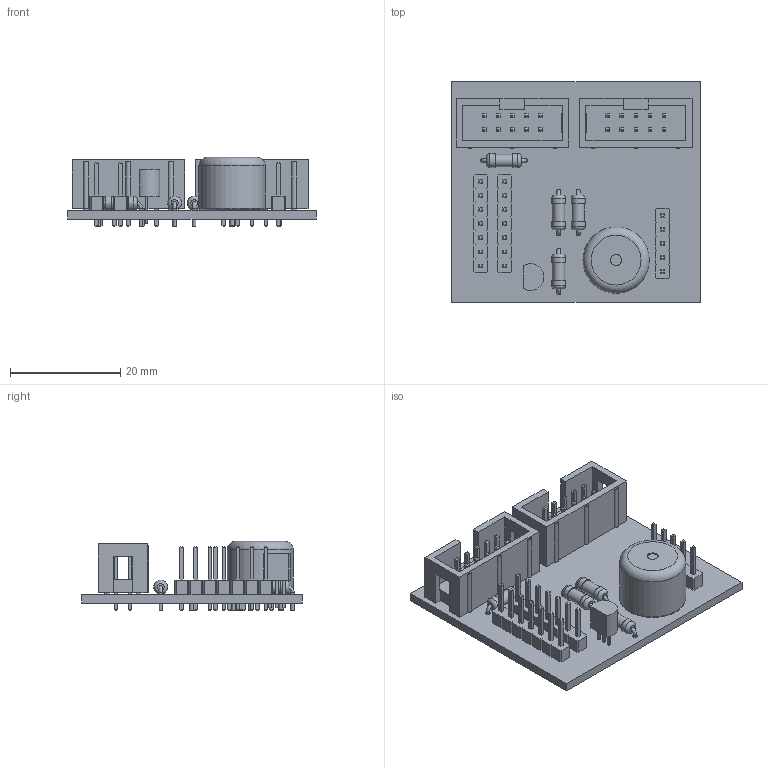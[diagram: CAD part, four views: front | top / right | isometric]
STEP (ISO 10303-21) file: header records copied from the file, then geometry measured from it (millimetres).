
FILE_DESCRIPTION(('KiCad electronic assembly'),'2;1');
FILE_NAME('Marlin_UIBOX.step','2018-12-23T11:31:44',('An Author'),( 'A Company'),'Open CASCADE STEP processor 6.9', 'KiCad to STEP converter','Unknown');
FILE_SCHEMA(('AUTOMOTIVE_DESIGN { 1 0 10303 214 1 1 1 1 }'));
Length unit declared in the file: millimetre
Products named in the file (14): Open CASCADE STEP translator 6.9 1; R_Axial_DIN0207_L6.3mm_D2.5mm_P7.62mm_Horizontal; SOLID; IDC-Header_2x05_P2.54mm_Vertical; Pin_Header_Straight_1x07_Pitch2.54mm; Pin_Header_Straight_1x05_Pitch2.54mm; TO-92_Inline; Buzzer_12x9.5RM7.6; COMPOUND
Assembly tree (18 placements, depth 3):
  Open CASCADE STEP translator 6.9 1
    R_Axial_DIN0207_L6.3mm_D2.5mm_P7.62mm_Horizontal  x4
      SOLID
    IDC-Header_2x05_P2.54mm_Vertical  x2
      SOLID
    Pin_Header_Straight_1x07_Pitch2.54mm  x2
      SOLID
    Pin_Header_Straight_1x05_Pitch2.54mm
      SOLID
    TO-92_Inline
      SOLID
    Buzzer_12x9.5RM7.6
      SOLID
    COMPOUND
Bounding box: 45 x 40 x 12.53 mm (x, y, z)
Volume: 6036.7 mm3; surface area: 8693.2 mm2
Topology: 12 solids, 12 shells, 1062 faces, 2482 edges, 1548 vertices
Faces by surface type: plane 947, cylinder 95, torus 20
Full cylindrical faces by diameter (mm): 0.6 x11, 0.8 x8, 0.9 x2, 1 x33, 1.016 x20, 2 x1, 2.25 x4, 2.5 x8, 12 x1
Entity records: 42844 total; most frequent: CARTESIAN_POINT 8011, DIRECTION 5754, LINE 4125, VECTOR 4125, ORIENTED_EDGE 2962, PCURVE 2962, DEFINITIONAL_REPRESENTATION 2962, EDGE_CURVE 1481
